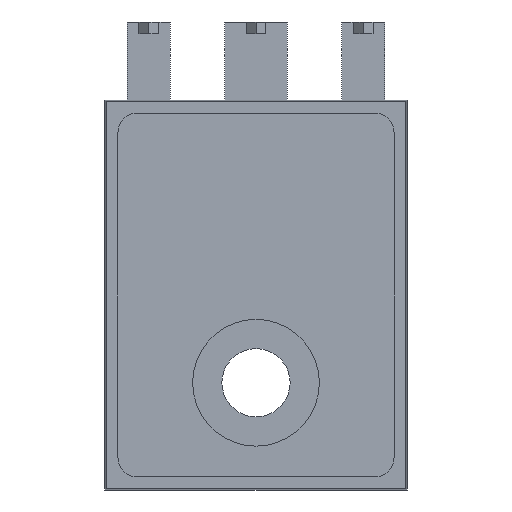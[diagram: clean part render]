
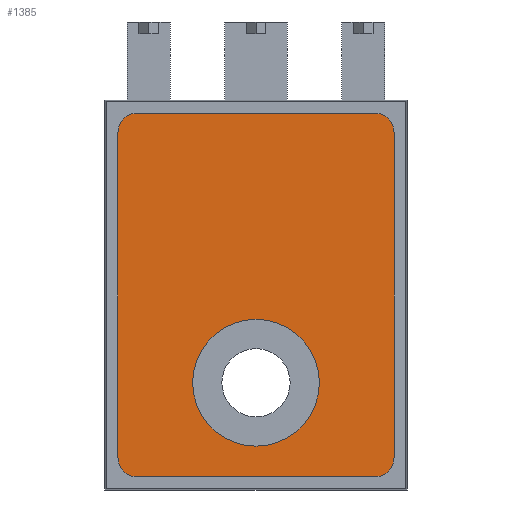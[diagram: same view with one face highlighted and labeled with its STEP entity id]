
A CAD part, front view. The second image highlights one B-rep face of the part: STEP entity #1385.
In plain terms, the highlighted planar face has unit normal (0, -1, 0).
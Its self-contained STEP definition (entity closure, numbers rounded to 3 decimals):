
#37=FACE_BOUND('',#240,.T.);
#68=PLANE('',#1523);
#151=FACE_OUTER_BOUND('',#239,.T.);
#239=EDGE_LOOP('',(#1152,#1153,#1154,#1155,#1156,#1157,#1158,#1159));
#240=EDGE_LOOP('',(#1160));
#347=LINE('',#2148,#505);
#351=LINE('',#2160,#509);
#355=LINE('',#2172,#513);
#358=LINE('',#2181,#516);
#505=VECTOR('',#1759,1000.);
#509=VECTOR('',#1771,1000.);
#513=VECTOR('',#1783,1000.);
#516=VECTOR('',#1794,1000.);
#623=CIRCLE('',#1506,3.25);
#625=CIRCLE('',#1509,1.);
#627=CIRCLE('',#1513,1.);
#629=CIRCLE('',#1517,1.);
#631=CIRCLE('',#1521,1.);
#685=VERTEX_POINT('',#2131);
#687=VERTEX_POINT('',#2136);
#689=VERTEX_POINT('',#2140);
#691=VERTEX_POINT('',#2145);
#693=VERTEX_POINT('',#2151);
#695=VERTEX_POINT('',#2157);
#697=VERTEX_POINT('',#2163);
#699=VERTEX_POINT('',#2169);
#701=VERTEX_POINT('',#2175);
#842=EDGE_CURVE('',#685,#685,#623,.T.);
#846=EDGE_CURVE('',#687,#689,#625,.T.);
#849=EDGE_CURVE('',#691,#687,#347,.T.);
#852=EDGE_CURVE('',#693,#691,#627,.T.);
#855=EDGE_CURVE('',#695,#693,#351,.T.);
#858=EDGE_CURVE('',#697,#695,#629,.T.);
#861=EDGE_CURVE('',#699,#697,#355,.T.);
#864=EDGE_CURVE('',#701,#699,#631,.T.);
#866=EDGE_CURVE('',#689,#701,#358,.T.);
#1152=ORIENTED_EDGE('',*,*,#846,.T.);
#1153=ORIENTED_EDGE('',*,*,#866,.T.);
#1154=ORIENTED_EDGE('',*,*,#864,.T.);
#1155=ORIENTED_EDGE('',*,*,#861,.T.);
#1156=ORIENTED_EDGE('',*,*,#858,.T.);
#1157=ORIENTED_EDGE('',*,*,#855,.T.);
#1158=ORIENTED_EDGE('',*,*,#852,.T.);
#1159=ORIENTED_EDGE('',*,*,#849,.T.);
#1160=ORIENTED_EDGE('',*,*,#842,.F.);
#1385=ADVANCED_FACE('',(#151,#37),#68,.T.);
#1506=AXIS2_PLACEMENT_3D('',#2133,#1745,#1746);
#1509=AXIS2_PLACEMENT_3D('',#2142,#1753,#1754);
#1513=AXIS2_PLACEMENT_3D('',#2154,#1765,#1766);
#1517=AXIS2_PLACEMENT_3D('',#2166,#1777,#1778);
#1521=AXIS2_PLACEMENT_3D('',#2178,#1789,#1790);
#1523=AXIS2_PLACEMENT_3D('',#2182,#1795,#1796);
#1745=DIRECTION('center_axis',(0.,-1.,0.));
#1746=DIRECTION('ref_axis',(0.,0.,-1.));
#1753=DIRECTION('center_axis',(0.,-1.,0.));
#1754=DIRECTION('ref_axis',(0.,0.,-1.));
#1759=DIRECTION('',(-1.,0.,0.));
#1765=DIRECTION('center_axis',(0.,-1.,0.));
#1766=DIRECTION('ref_axis',(0.,0.,-1.));
#1771=DIRECTION('',(0.,0.,1.));
#1777=DIRECTION('center_axis',(0.,-1.,0.));
#1778=DIRECTION('ref_axis',(0.,0.,-1.));
#1783=DIRECTION('',(1.,0.,0.));
#1789=DIRECTION('center_axis',(0.,-1.,0.));
#1790=DIRECTION('ref_axis',(0.,0.,-1.));
#1794=DIRECTION('',(0.,0.,-1.));
#1795=DIRECTION('center_axis',(0.,-1.,0.));
#1796=DIRECTION('ref_axis',(0.,0.,-1.));
#2131=CARTESIAN_POINT('',(0.,-2.,3.25));
#2133=CARTESIAN_POINT('Origin',(0.,-2.,0.));
#2136=CARTESIAN_POINT('',(-6.08,-2.,13.83));
#2140=CARTESIAN_POINT('',(-7.08,-2.,12.83));
#2142=CARTESIAN_POINT('Origin',(-6.08,-2.,12.83));
#2145=CARTESIAN_POINT('',(6.08,-2.,13.83));
#2148=CARTESIAN_POINT('',(6.08,-2.,13.83));
#2151=CARTESIAN_POINT('',(7.08,-2.,12.83));
#2154=CARTESIAN_POINT('Origin',(6.08,-2.,12.83));
#2157=CARTESIAN_POINT('',(7.08,-2.,-3.83));
#2160=CARTESIAN_POINT('',(7.08,-2.,-3.83));
#2163=CARTESIAN_POINT('',(6.08,-2.,-4.83));
#2166=CARTESIAN_POINT('Origin',(6.08,-2.,-3.83));
#2169=CARTESIAN_POINT('',(-6.08,-2.,-4.83));
#2172=CARTESIAN_POINT('',(-6.08,-2.,-4.83));
#2175=CARTESIAN_POINT('',(-7.08,-2.,-3.83));
#2178=CARTESIAN_POINT('Origin',(-6.08,-2.,-3.83));
#2181=CARTESIAN_POINT('',(-7.08,-2.,12.83));
#2182=CARTESIAN_POINT('Origin',(-6.08,-2.,12.83));
